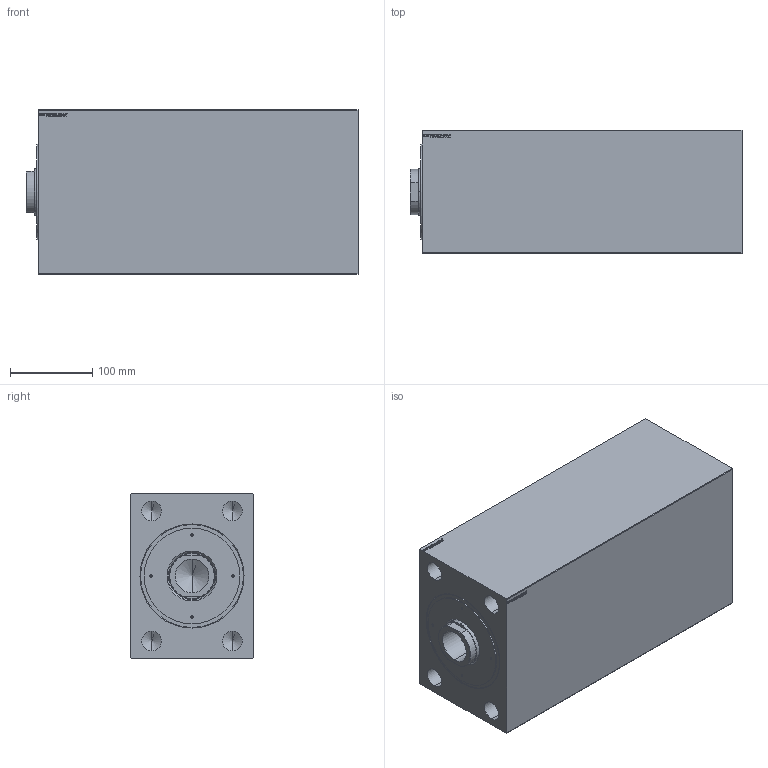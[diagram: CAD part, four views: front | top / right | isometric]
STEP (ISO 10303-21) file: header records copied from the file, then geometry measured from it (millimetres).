
FILE_DESCRIPTION (( 'STEP AP203' ), '1' );
FILE_NAME ('b3ab.STEP', '2024-02-11T17:52:00', ( '' ), ( '' ), 'SwSTEP 2.0', 'SolidWorks 2019', '' );
FILE_SCHEMA (( 'CONFIG_CONTROL_DESIGN' ));
Length unit declared in the file: millimetre
Products named in the file (4): V500CZ_VNIT豊蚠攘ST 8f31307bbbeee862d8bdab514771ae46; V500CZ 8f31307bbbeee862d8bdab514771ae46; V500CZ_B_VC 8f31307bbbeee862d8bdab514771ae46; b3ab
Assembly tree (3 placements, depth 2):
  b3ab
    V500CZ 8f31307bbbeee862d8bdab514771ae46
    V500CZ_VNIT豊蚠攘ST 8f31307bbbeee862d8bdab514771ae46
    V500CZ_B_VC 8f31307bbbeee862d8bdab514771ae46
Bounding box: 403 x 150 x 200 mm (x, y, z)
Volume: 10132373.4 mm3; surface area: 589143 mm2
Topology: 3 solids, 3 shells, 874 faces, 2238 edges, 1465 vertices
Faces by surface type: plane 400, bspline 380, cylinder 58, cone 36
Entity records: 44030 total; most frequent: CARTESIAN_POINT 25045, ORIENTED_EDGE 4424, DIRECTION 2576, EDGE_CURVE 2212, VERTEX_POINT 1465, LINE 1320, VECTOR 1320, EDGE_LOOP 997
